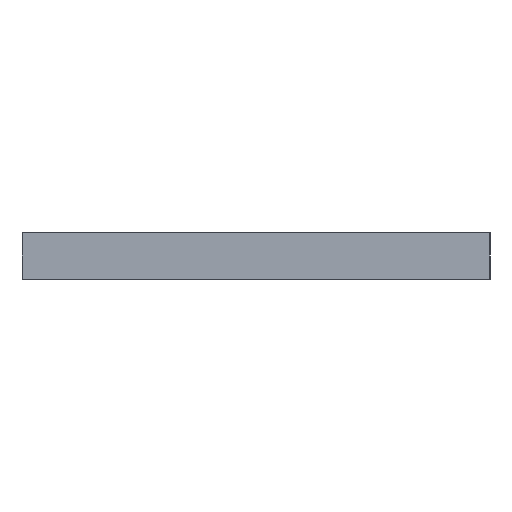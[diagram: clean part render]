
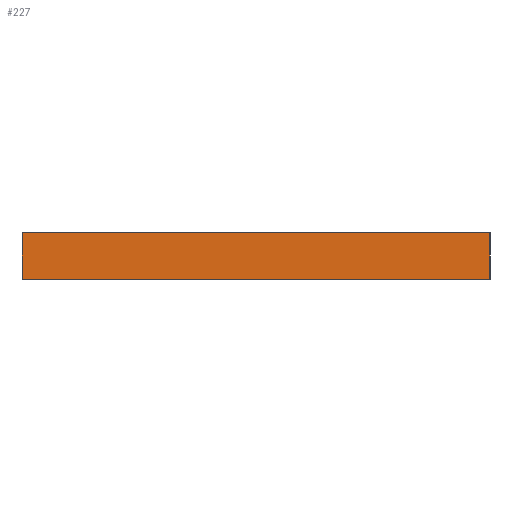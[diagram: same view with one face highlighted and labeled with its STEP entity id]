
A CAD part, left-side view. The second image highlights one B-rep face of the part: STEP entity #227.
In plain terms, the highlighted planar face has unit normal (-1, 0, 0).
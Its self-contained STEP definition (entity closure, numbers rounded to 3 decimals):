
#227=ADVANCED_FACE('',(#494),#495,.F.);
#494=FACE_OUTER_BOUND('',#799,.T.);
#495=PLANE('',#800);
#799=EDGE_LOOP('',(#1444,#1445,#1446,#1447));
#800=AXIS2_PLACEMENT_3D('',#1448,#1449,#1450);
#1444=ORIENTED_EDGE('',*,*,#1897,.T.);
#1445=ORIENTED_EDGE('',*,*,#1898,.F.);
#1446=ORIENTED_EDGE('',*,*,#1873,.F.);
#1447=ORIENTED_EDGE('',*,*,#1730,.F.);
#1448=CARTESIAN_POINT('',(0.0,20.,2.));
#1449=DIRECTION('',(1.0,0.0,0.0));
#1450=DIRECTION('',(0.0,0.0,-1.0));
#1730=EDGE_CURVE('',#2116,#2118,#2119,.T.);
#1873=EDGE_CURVE('',#2118,#2314,#2315,.T.);
#1897=EDGE_CURVE('',#2116,#2343,#2344,.T.);
#1898=EDGE_CURVE('',#2314,#2343,#2345,.T.);
#2116=VERTEX_POINT('',#2580);
#2118=VERTEX_POINT('',#2583);
#2119=LINE('',#2584,#2585);
#2314=VERTEX_POINT('',#2834);
#2315=LINE('',#2835,#2836);
#2343=VERTEX_POINT('',#2869);
#2344=LINE('',#2870,#2871);
#2345=LINE('',#2872,#2873);
#2580=CARTESIAN_POINT('',(0.0,40.,4.));
#2583=CARTESIAN_POINT('',(0.0,0.,4.));
#2584=CARTESIAN_POINT('',(0.0,20.,4.));
#2585=VECTOR('',#3152,1.0);
#2834=CARTESIAN_POINT('',(0.0,0.,0.));
#2835=CARTESIAN_POINT('',(0.0,0.,2.));
#2836=VECTOR('',#3336,1.0);
#2869=CARTESIAN_POINT('',(0.0,40.,0.));
#2870=CARTESIAN_POINT('',(0.0,40.,2.));
#2871=VECTOR('',#3366,1.0);
#2872=CARTESIAN_POINT('',(0.0,20.,0.));
#2873=VECTOR('',#3367,1.0);
#3152=DIRECTION('',(0.0,-1.0,0.0));
#3336=DIRECTION('',(0.0,0.0,-1.0));
#3366=DIRECTION('',(0.0,0.0,-1.0));
#3367=DIRECTION('',(0.0,1.0,0.0));
